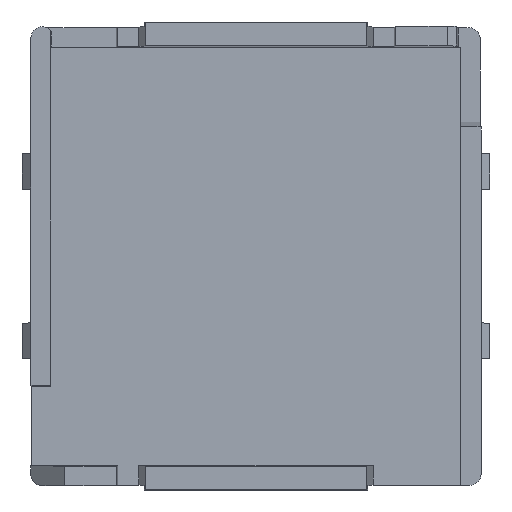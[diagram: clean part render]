
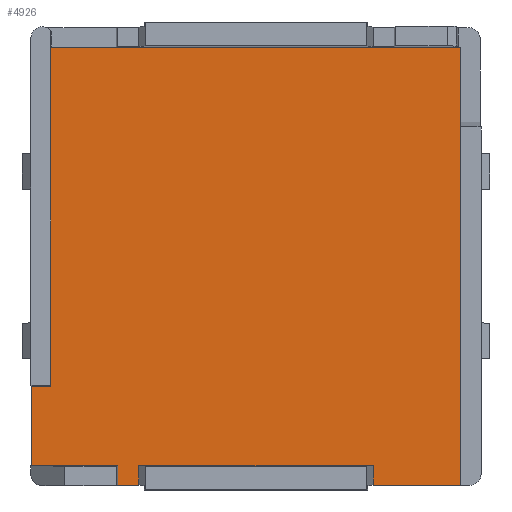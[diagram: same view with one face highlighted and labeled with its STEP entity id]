
A CAD part, top view. The second image highlights one B-rep face of the part: STEP entity #4926.
In plain terms, the highlighted planar face has unit normal (0, 0, 1).
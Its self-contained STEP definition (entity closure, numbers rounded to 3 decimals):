
#1735=AXIS2_PLACEMENT_3D('Plane Axis2P3D',#1732,#1733,#1734) ;
#36=CARTESIAN_POINT('Line Origine',(24.084,-5.812,-8.7)) ;
#40=CARTESIAN_POINT('Vertex',(24.084,-26.924,-8.7)) ;
#42=CARTESIAN_POINT('Vertex',(24.084,15.299,-8.7)) ;
#81=CARTESIAN_POINT('Vertex',(-13.761,-26.924,-8.7)) ;
#84=CARTESIAN_POINT('Line Origine',(0.,-26.924,-8.7)) ;
#88=CARTESIAN_POINT('Vertex',(-16.261,-26.924,-8.7)) ;
#214=CARTESIAN_POINT('Line Origine',(0.,-26.924,-8.7)) ;
#218=CARTESIAN_POINT('Vertex',(13.761,-26.924,-8.7)) ;
#1367=CARTESIAN_POINT('Vertex',(-26.424,-24.624,-8.7)) ;
#1370=CARTESIAN_POINT('Line Origine',(-26.424,0.,-8.7)) ;
#1374=CARTESIAN_POINT('Vertex',(-26.424,-15.299,-8.7)) ;
#1583=CARTESIAN_POINT('Line Origine',(-25.064,-15.299,-8.7)) ;
#1587=CARTESIAN_POINT('Vertex',(-24.124,-15.299,-8.7)) ;
#1606=CARTESIAN_POINT('Line Origine',(-24.124,0.848,-8.7)) ;
#1610=CARTESIAN_POINT('Vertex',(-24.124,24.473,-8.7)) ;
#1732=CARTESIAN_POINT('Axis2P3D Location',(16.261,0.,-8.7)) ;
#4626=CARTESIAN_POINT('Vertex',(-13.761,-24.624,-8.7)) ;
#4629=CARTESIAN_POINT('Line Origine',(-13.761,-25.774,-8.7)) ;
#4676=CARTESIAN_POINT('Line Origine',(13.761,-25.774,-8.7)) ;
#4680=CARTESIAN_POINT('Vertex',(13.761,-24.624,-8.7)) ;
#4882=CARTESIAN_POINT('Line Origine',(24.084,19.886,-8.7)) ;
#4886=CARTESIAN_POINT('Vertex',(24.084,24.473,-8.7)) ;
#4889=CARTESIAN_POINT('Line Origine',(-0.02,24.473,-8.7)) ;
#4894=CARTESIAN_POINT('Line Origine',(-21.343,-24.624,-8.7)) ;
#4898=CARTESIAN_POINT('Vertex',(-16.261,-24.624,-8.7)) ;
#4901=CARTESIAN_POINT('Line Origine',(-16.261,-25.774,-8.7)) ;
#4906=CARTESIAN_POINT('Line Origine',(0.,-24.624,-8.7)) ;
#37=DIRECTION('Vector Direction',(0.,1.,0.)) ;
#85=DIRECTION('Vector Direction',(1.,0.,0.)) ;
#215=DIRECTION('Vector Direction',(1.,0.,0.)) ;
#1371=DIRECTION('Vector Direction',(0.,-1.,0.)) ;
#1584=DIRECTION('Vector Direction',(1.,0.,0.)) ;
#1607=DIRECTION('Vector Direction',(0.,-1.,0.)) ;
#1733=DIRECTION('Axis2P3D Direction',(0.,0.,-1.)) ;
#1734=DIRECTION('Axis2P3D XDirection',(-1.,0.,0.)) ;
#4630=DIRECTION('Vector Direction',(0.,-1.,0.)) ;
#4677=DIRECTION('Vector Direction',(0.,1.,0.)) ;
#4883=DIRECTION('Vector Direction',(0.,1.,0.)) ;
#4890=DIRECTION('Vector Direction',(1.,0.,0.)) ;
#4895=DIRECTION('Vector Direction',(-1.,0.,0.)) ;
#4902=DIRECTION('Vector Direction',(0.,-1.,0.)) ;
#4907=DIRECTION('Vector Direction',(1.,0.,0.)) ;
#38=VECTOR('Line Direction',#37,1.) ;
#86=VECTOR('Line Direction',#85,1.) ;
#216=VECTOR('Line Direction',#215,1.) ;
#1372=VECTOR('Line Direction',#1371,1.) ;
#1585=VECTOR('Line Direction',#1584,1.) ;
#1608=VECTOR('Line Direction',#1607,1.) ;
#4631=VECTOR('Line Direction',#4630,1.) ;
#4678=VECTOR('Line Direction',#4677,1.) ;
#4884=VECTOR('Line Direction',#4883,1.) ;
#4891=VECTOR('Line Direction',#4890,1.) ;
#4896=VECTOR('Line Direction',#4895,1.) ;
#4903=VECTOR('Line Direction',#4902,1.) ;
#4908=VECTOR('Line Direction',#4907,1.) ;
#4912=ORIENTED_EDGE('',*,*,#4888,.T.) ;
#4913=ORIENTED_EDGE('',*,*,#4893,.F.) ;
#4914=ORIENTED_EDGE('',*,*,#1612,.T.) ;
#4915=ORIENTED_EDGE('',*,*,#1589,.F.) ;
#4916=ORIENTED_EDGE('',*,*,#1376,.T.) ;
#4917=ORIENTED_EDGE('',*,*,#4900,.F.) ;
#4918=ORIENTED_EDGE('',*,*,#4905,.T.) ;
#4919=ORIENTED_EDGE('',*,*,#90,.T.) ;
#4920=ORIENTED_EDGE('',*,*,#4633,.F.) ;
#4921=ORIENTED_EDGE('',*,*,#4910,.T.) ;
#4922=ORIENTED_EDGE('',*,*,#4682,.F.) ;
#4923=ORIENTED_EDGE('',*,*,#220,.T.) ;
#4924=ORIENTED_EDGE('',*,*,#44,.T.) ;
#4926=ADVANCED_FACE('Corps principal',(#4925),#1736,.F.) ;
#44=EDGE_CURVE('',#41,#43,#39,.T.) ;
#90=EDGE_CURVE('',#89,#82,#87,.T.) ;
#220=EDGE_CURVE('',#219,#41,#217,.T.) ;
#1376=EDGE_CURVE('',#1375,#1368,#1373,.T.) ;
#1589=EDGE_CURVE('',#1375,#1588,#1586,.T.) ;
#1612=EDGE_CURVE('',#1611,#1588,#1609,.T.) ;
#4633=EDGE_CURVE('',#4627,#82,#4632,.T.) ;
#4682=EDGE_CURVE('',#219,#4681,#4679,.T.) ;
#4888=EDGE_CURVE('',#43,#4887,#4885,.T.) ;
#4893=EDGE_CURVE('',#1611,#4887,#4892,.T.) ;
#4900=EDGE_CURVE('',#4899,#1368,#4897,.T.) ;
#4905=EDGE_CURVE('',#4899,#89,#4904,.T.) ;
#4910=EDGE_CURVE('',#4627,#4681,#4909,.T.) ;
#4911=EDGE_LOOP('',(#4912,#4913,#4914,#4915,#4916,#4917,#4918,#4919,#4920,#4921,#4922,#4923,#4924)) ;
#4925=FACE_OUTER_BOUND('',#4911,.T.) ;
#39=LINE('Line',#36,#38) ;
#87=LINE('Line',#84,#86) ;
#217=LINE('Line',#214,#216) ;
#1373=LINE('Line',#1370,#1372) ;
#1586=LINE('Line',#1583,#1585) ;
#1609=LINE('Line',#1606,#1608) ;
#4632=LINE('Line',#4629,#4631) ;
#4679=LINE('Line',#4676,#4678) ;
#4885=LINE('Line',#4882,#4884) ;
#4892=LINE('Line',#4889,#4891) ;
#4897=LINE('Line',#4894,#4896) ;
#4904=LINE('Line',#4901,#4903) ;
#4909=LINE('Line',#4906,#4908) ;
#1736=PLANE('',#1735) ;
#41=VERTEX_POINT('',#40) ;
#43=VERTEX_POINT('',#42) ;
#82=VERTEX_POINT('',#81) ;
#89=VERTEX_POINT('',#88) ;
#219=VERTEX_POINT('',#218) ;
#1368=VERTEX_POINT('',#1367) ;
#1375=VERTEX_POINT('',#1374) ;
#1588=VERTEX_POINT('',#1587) ;
#1611=VERTEX_POINT('',#1610) ;
#4627=VERTEX_POINT('',#4626) ;
#4681=VERTEX_POINT('',#4680) ;
#4887=VERTEX_POINT('',#4886) ;
#4899=VERTEX_POINT('',#4898) ;
